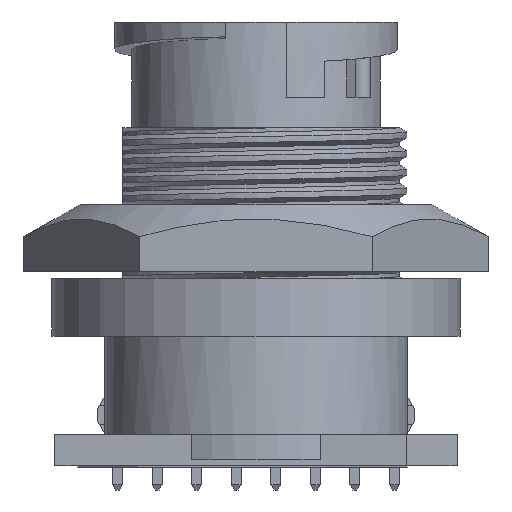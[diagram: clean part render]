
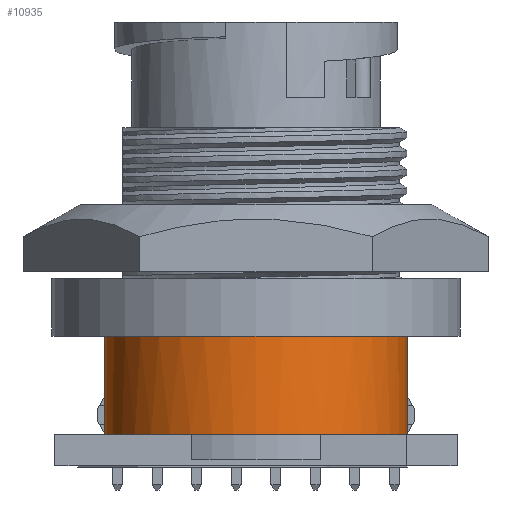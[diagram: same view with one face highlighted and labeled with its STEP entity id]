
A CAD part, front view. The second image highlights one B-rep face of the part: STEP entity #10935.
In plain terms, the highlighted cylindrical face has radius 7.637 mm (diameter 15.273 mm), a partial arc.
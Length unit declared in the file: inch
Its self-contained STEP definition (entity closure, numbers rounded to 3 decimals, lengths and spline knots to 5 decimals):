
#28 = DIRECTION ( 'NONE',  ( 0., 0., 1. ) ) ;
#231 = ORIENTED_EDGE ( 'NONE', *, *, #8199, .T. ) ;
#845 = LINE ( 'NONE', #15417, #11845 ) ;
#3211 = DIRECTION ( 'NONE',  ( 0., 0., -1. ) ) ;
#4146 = EDGE_CURVE ( 'NONE', #13933, #28049, #10911, .T. ) ;
#4623 = VECTOR ( 'NONE', #27209, 39.37008 ) ;
#4803 = DIRECTION ( 'NONE',  ( 0., 0., -1. ) ) ;
#5328 = LINE ( 'NONE', #25026, #4623 ) ;
#5422 = CARTESIAN_POINT ( 'NONE',  ( 0., 0., -0.625 ) ) ;
#6311 = CARTESIAN_POINT ( 'NONE',  ( 0.1302, -0.271, -0.821 ) ) ;
#6332 = AXIS2_PLACEMENT_3D ( 'NONE', #16408, #3211, #18600 ) ;
#6426 = ORIENTED_EDGE ( 'NONE', *, *, #16784, .F. ) ;
#6552 = CYLINDRICAL_SURFACE ( 'NONE', #17666, 0.30065 ) ;
#6700 = VERTEX_POINT ( 'NONE', #17718 ) ;
#6815 = AXIS2_PLACEMENT_3D ( 'NONE', #5422, #20832, #7641 ) ;
#7191 = VERTEX_POINT ( 'NONE', #6311 ) ;
#7427 = DIRECTION ( 'NONE',  ( 0., 0., 1. ) ) ;
#7575 = EDGE_CURVE ( 'NONE', #6700, #28049, #5328, .T. ) ;
#7641 = DIRECTION ( 'NONE',  ( -1., 0., 0. ) ) ;
#8199 = EDGE_CURVE ( 'NONE', #17330, #13933, #845, .T. ) ;
#9117 = CARTESIAN_POINT ( 'NONE',  ( 0.30065, 0., -0.625 ) ) ;
#9408 = DIRECTION ( 'NONE',  ( 0., 0., -1. ) ) ;
#10560 = AXIS2_PLACEMENT_3D ( 'NONE', #22605, #9408, #24848 ) ;
#10911 = CIRCLE ( 'NONE', #6815, 0.30065 ) ;
#10935 = ADVANCED_FACE ( 'NONE', ( #18953 ), #6552, .T. ) ;
#11845 = VECTOR ( 'NONE', #28, 39.37008 ) ;
#11863 = AXIS2_PLACEMENT_3D ( 'NONE', #17998, #4803, #20210 ) ;
#12073 = ORIENTED_EDGE ( 'NONE', *, *, #4146, .T. ) ;
#12882 = CIRCLE ( 'NONE', #11863, 0.30065 ) ;
#13933 = VERTEX_POINT ( 'NONE', #9117 ) ;
#15417 = CARTESIAN_POINT ( 'NONE',  ( 0.30065, 0., -1.67138 ) ) ;
#15792 = ORIENTED_EDGE ( 'NONE', *, *, #7575, .F. ) ;
#15827 = ORIENTED_EDGE ( 'NONE', *, *, #17512, .F. ) ;
#16199 = DIRECTION ( 'NONE',  ( 1., 0., 0. ) ) ;
#16408 = CARTESIAN_POINT ( 'NONE',  ( 0., 0., -0.821 ) ) ;
#16784 = EDGE_CURVE ( 'NONE', #27736, #6700, #12882, .T. ) ;
#16830 = CIRCLE ( 'NONE', #10560, 0.30065 ) ;
#17330 = VERTEX_POINT ( 'NONE', #27015 ) ;
#17512 = EDGE_CURVE ( 'NONE', #7191, #27736, #20078, .T. ) ;
#17666 = AXIS2_PLACEMENT_3D ( 'NONE', #18385, #7427, #16199 ) ;
#17718 = CARTESIAN_POINT ( 'NONE',  ( -0.30065, 0., -0.821 ) ) ;
#17998 = CARTESIAN_POINT ( 'NONE',  ( 0., 0., -0.821 ) ) ;
#18385 = CARTESIAN_POINT ( 'NONE',  ( 0., 0., -1.67138 ) ) ;
#18600 = DIRECTION ( 'NONE',  ( 0., 1., 0. ) ) ;
#18953 = FACE_OUTER_BOUND ( 'NONE', #20107, .T. ) ;
#20078 = CIRCLE ( 'NONE', #6332, 0.30065 ) ;
#20107 = EDGE_LOOP ( 'NONE', ( #15792, #6426, #15827, #28291, #231, #12073 ) ) ;
#20210 = DIRECTION ( 'NONE',  ( 0., 1., 0. ) ) ;
#20832 = DIRECTION ( 'NONE',  ( 0., 0., -1. ) ) ;
#22605 = CARTESIAN_POINT ( 'NONE',  ( 0., 0., -0.821 ) ) ;
#22732 = EDGE_CURVE ( 'NONE', #17330, #7191, #16830, .T. ) ;
#24848 = DIRECTION ( 'NONE',  ( 0., 1., 0. ) ) ;
#25026 = CARTESIAN_POINT ( 'NONE',  ( -0.30065, 0., -1.67138 ) ) ;
#26388 = CARTESIAN_POINT ( 'NONE',  ( -0.30065, 0., -0.625 ) ) ;
#27015 = CARTESIAN_POINT ( 'NONE',  ( 0.30065, 0., -0.821 ) ) ;
#27209 = DIRECTION ( 'NONE',  ( 0., 0., 1. ) ) ;
#27736 = VERTEX_POINT ( 'NONE', #27958 ) ;
#27958 = CARTESIAN_POINT ( 'NONE',  ( -0.1302, -0.271, -0.821 ) ) ;
#28049 = VERTEX_POINT ( 'NONE', #26388 ) ;
#28291 = ORIENTED_EDGE ( 'NONE', *, *, #22732, .F. ) ;
